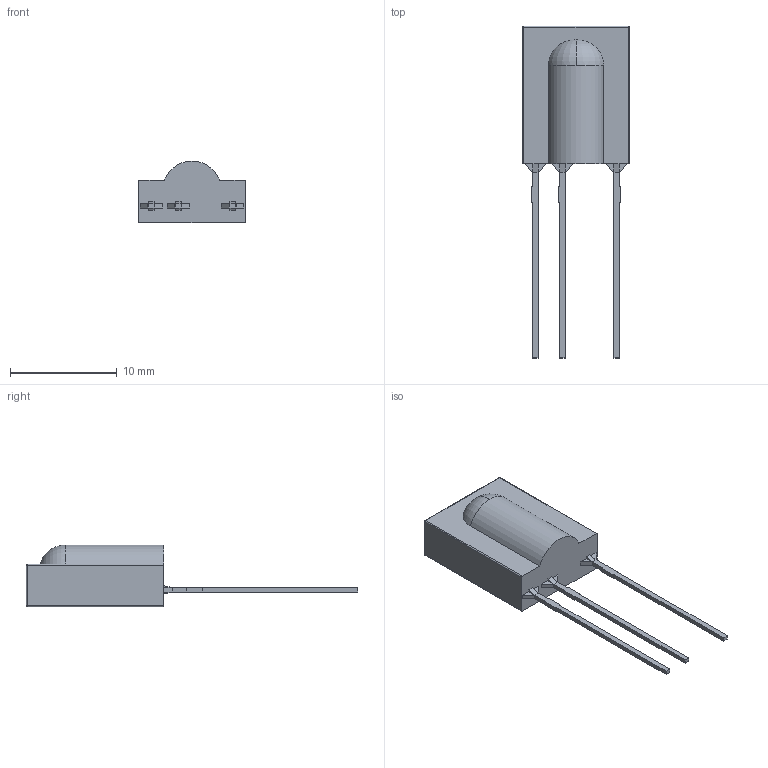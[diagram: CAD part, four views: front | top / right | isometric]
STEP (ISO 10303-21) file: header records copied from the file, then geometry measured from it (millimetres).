
FILE_DESCRIPTION (( 'STEP AP214' ), '1' );
FILE_NAME ('TSOP1738.STEP', '2020-03-31T08:47:30', ( '' ), ( '' ), 'SwSTEP 2.0', 'SolidWorks 2017', '' );
FILE_SCHEMA (( 'AUTOMOTIVE_DESIGN' ));
Length unit declared in the file: millimetre
Products named in the file (1): TSOP1738
Bounding box: 10 x 31.1 x 5.8 mm (x, y, z)
Volume: 600.6 mm3; surface area: 573.1 mm2
Topology: 4 solids, 4 shells, 99 faces, 229 edges, 134 vertices
Faces by surface type: plane 84, cylinder 9, sphere 4, torus 2
Entity records: 2762 total; most frequent: CARTESIAN_POINT 489, ORIENTED_EDGE 450, DIRECTION 443, EDGE_CURVE 225, VECTOR 203, LINE 203, VERTEX_POINT 134, AXIS2_PLACEMENT_3D 120
